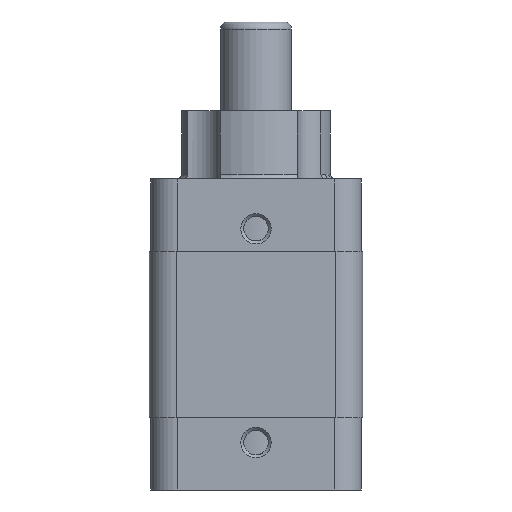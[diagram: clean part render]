
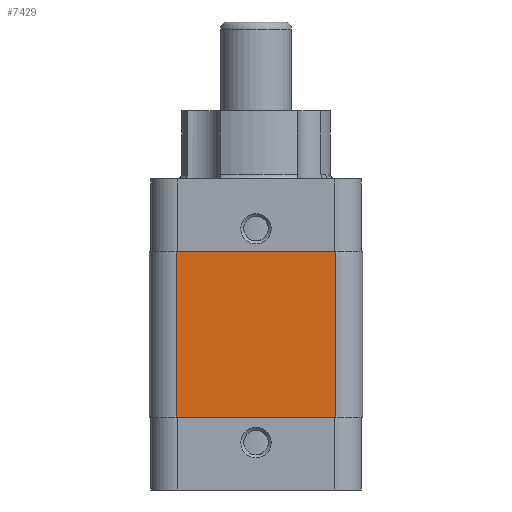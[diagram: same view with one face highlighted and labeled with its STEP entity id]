
A CAD part, left-side view. The second image highlights one B-rep face of the part: STEP entity #7429.
In plain terms, the highlighted planar face has unit normal (-1, 0, 0).
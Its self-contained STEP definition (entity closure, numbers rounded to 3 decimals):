
#156 = EDGE_CURVE ( 'NONE', #2986, #3329, #9130, .T. ) ;
#397 = EDGE_CURVE ( 'NONE', #3369, #2986, #9513, .T. ) ;
#592 = EDGE_CURVE ( 'NONE', #3369, #2971, #9808, .T. ) ;
#2971 = VERTEX_POINT ( 'NONE', #4359 ) ;
#2986 = VERTEX_POINT ( 'NONE', #3817 ) ;
#3177 = CARTESIAN_POINT ( 'NONE',  ( -18., 13.5, 34.2 ) ) ;
#3224 = DIRECTION ( 'NONE',  ( 0., -1., 0. ) ) ;
#3329 = VERTEX_POINT ( 'NONE', #3825 ) ;
#3369 = VERTEX_POINT ( 'NONE', #4463 ) ;
#3817 = CARTESIAN_POINT ( 'NONE',  ( -18., 13.5, 34.2 ) ) ;
#3825 = CARTESIAN_POINT ( 'NONE',  ( -18., -13.5, 34.2 ) ) ;
#4162 = DIRECTION ( 'NONE',  ( 0., -1., 0. ) ) ;
#4358 = DIRECTION ( 'NONE',  ( 0., 0., 1. ) ) ;
#4359 = CARTESIAN_POINT ( 'NONE',  ( -18., -13.5, 6.1 ) ) ;
#4440 = CARTESIAN_POINT ( 'NONE',  ( -18., 6.75, 6.1 ) ) ;
#4463 = CARTESIAN_POINT ( 'NONE',  ( -18., 13.5, 6.1 ) ) ;
#4759 = CARTESIAN_POINT ( 'NONE',  ( -18., -13.5, 19.5 ) ) ;
#5169 = ORIENTED_EDGE ( 'NONE', *, *, #592, .T. ) ;
#5170 = ORIENTED_EDGE ( 'NONE', *, *, #156, .F. ) ;
#5173 = ORIENTED_EDGE ( 'NONE', *, *, #397, .F. ) ;
#5176 = ORIENTED_EDGE ( 'NONE', *, *, #6097, .T. ) ;
#5278 = LINE ( 'NONE', #4759, #5279 ) ;
#5279 = VECTOR ( 'NONE', #4358, 1000. ) ;
#5616 = FACE_OUTER_BOUND ( 'NONE', #10826, .T. ) ;
#6097 = EDGE_CURVE ( 'NONE', #2971, #3329, #5278, .T. ) ;
#6407 = CARTESIAN_POINT ( 'NONE',  ( -18., 13.5, 19.5 ) ) ;
#7019 = DIRECTION ( 'NONE',  ( 0., 0., 1. ) ) ;
#7429 = ADVANCED_FACE ( 'NONE', ( #5616 ), #7833, .T. ) ;
#7833 = PLANE ( 'NONE',  #10407 ) ;
#8681 = CARTESIAN_POINT ( 'NONE',  ( -18., 13.5, 12.75 ) ) ;
#8701 = DIRECTION ( 'NONE',  ( 0., 0.707, 0.707 ) ) ;
#8792 = DIRECTION ( 'NONE',  ( -1., 0., 0. ) ) ;
#9121 = VECTOR ( 'NONE', #3224, 1000. ) ;
#9130 = LINE ( 'NONE', #3177, #9121 ) ;
#9513 = LINE ( 'NONE', #6407, #9520 ) ;
#9520 = VECTOR ( 'NONE', #7019, 1000. ) ;
#9808 = LINE ( 'NONE', #4440, #9844 ) ;
#9844 = VECTOR ( 'NONE', #4162, 1000. ) ;
#10407 = AXIS2_PLACEMENT_3D ( 'NONE', #8681, #8792, #8701 ) ;
#10826 = EDGE_LOOP ( 'NONE', ( #5169, #5176, #5170, #5173 ) ) ;
